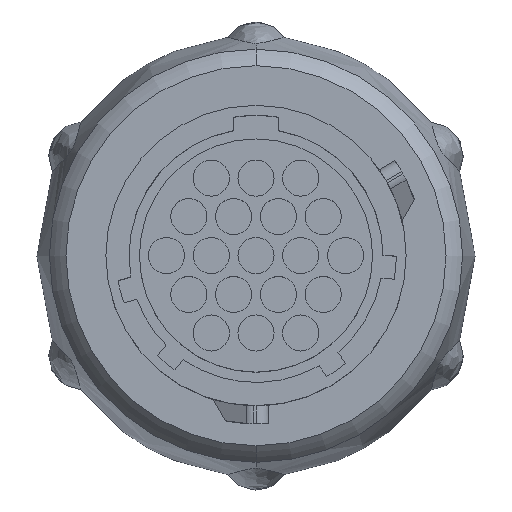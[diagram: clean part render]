
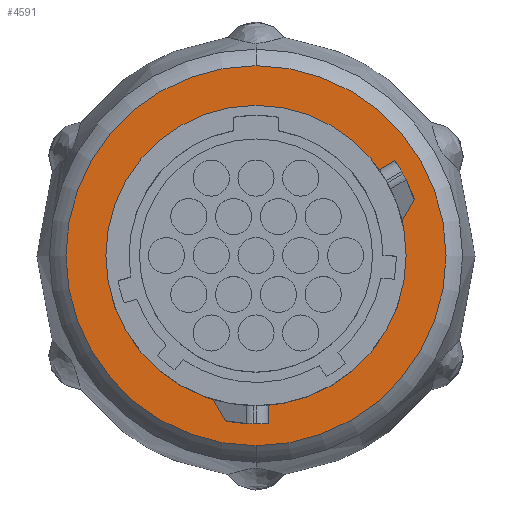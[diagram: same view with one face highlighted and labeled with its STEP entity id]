
A CAD part, top view. The second image highlights one B-rep face of the part: STEP entity #4591.
In plain terms, the highlighted planar face has unit normal (0, 0, 1).
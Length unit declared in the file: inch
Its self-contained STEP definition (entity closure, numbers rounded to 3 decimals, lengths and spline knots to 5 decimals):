
#1321=CARTESIAN_POINT('',(0.,0.,0.94488));
#1322=DIRECTION('',(0.,0.,1.));
#1323=DIRECTION('',(0.,1.,0.));
#1324=AXIS2_PLACEMENT_3D('',#1321,#1322,#1323);
#1326=CARTESIAN_POINT('',(0.,0.,0.94488));
#1327=DIRECTION('',(0.,0.,-1.));
#1328=DIRECTION('',(0.,1.,0.));
#1329=AXIS2_PLACEMENT_3D('',#1326,#1327,#1328);
#1354=CARTESIAN_POINT('',(0.,0.,0.94488));
#1355=DIRECTION('',(0.,0.,1.));
#1356=DIRECTION('',(0.,1.,0.));
#1357=AXIS2_PLACEMENT_3D('',#1354,#1355,#1356);
#1479=CARTESIAN_POINT('',(0.,0.,0.94488));
#1480=DIRECTION('',(0.,0.,-1.));
#1481=DIRECTION('',(0.,1.,0.));
#1482=AXIS2_PLACEMENT_3D('',#1479,#1480,#1481);
#3462=CARTESIAN_POINT('',(0.,0.55145,0.94488));
#3464=VERTEX_POINT('',#3462);
#3474=CARTESIAN_POINT('',(0.,-0.55145,0.94488));
#3476=VERTEX_POINT('',#3474);
#3577=CARTESIAN_POINT('',(0.,0.43583,0.94488));
#3579=VERTEX_POINT('',#3577);
#3583=CARTESIAN_POINT('',(0.,-0.43583,0.94488));
#3584=VERTEX_POINT('',#3583);
#4576=CARTESIAN_POINT('',(0.,0.,0.94488));
#4577=DIRECTION('',(0.,0.,-1.));
#4578=DIRECTION('',(0.,-1.,0.));
#4579=AXIS2_PLACEMENT_3D('',#4576,#4577,#4578);
#4580=PLANE('',#4579);
#4581=ORIENTED_EDGE('',*,*,#4569,.F.);
#4582=ORIENTED_EDGE('',*,*,#4558,.T.);
#4583=EDGE_LOOP('',(#4581,#4582));
#4584=FACE_OUTER_BOUND('',#4583,.F.);
#4586=ORIENTED_EDGE('',*,*,#4585,.T.);
#4588=ORIENTED_EDGE('',*,*,#4587,.F.);
#4589=EDGE_LOOP('',(#4586,#4588));
#4590=FACE_BOUND('',#4589,.F.);
#4591=ADVANCED_FACE('',(#4584,#4590),#4580,.F.);
#1325=CIRCLE('',#1324,0.55145);
#1330=CIRCLE('',#1329,0.55145);
#1358=CIRCLE('',#1357,0.43583);
#1483=CIRCLE('',#1482,0.43583);
#4558=EDGE_CURVE('',#3464,#3476,#1330,.T.);
#4569=EDGE_CURVE('',#3464,#3476,#1325,.T.);
#4585=EDGE_CURVE('',#3579,#3584,#1358,.T.);
#4587=EDGE_CURVE('',#3579,#3584,#1483,.T.);
